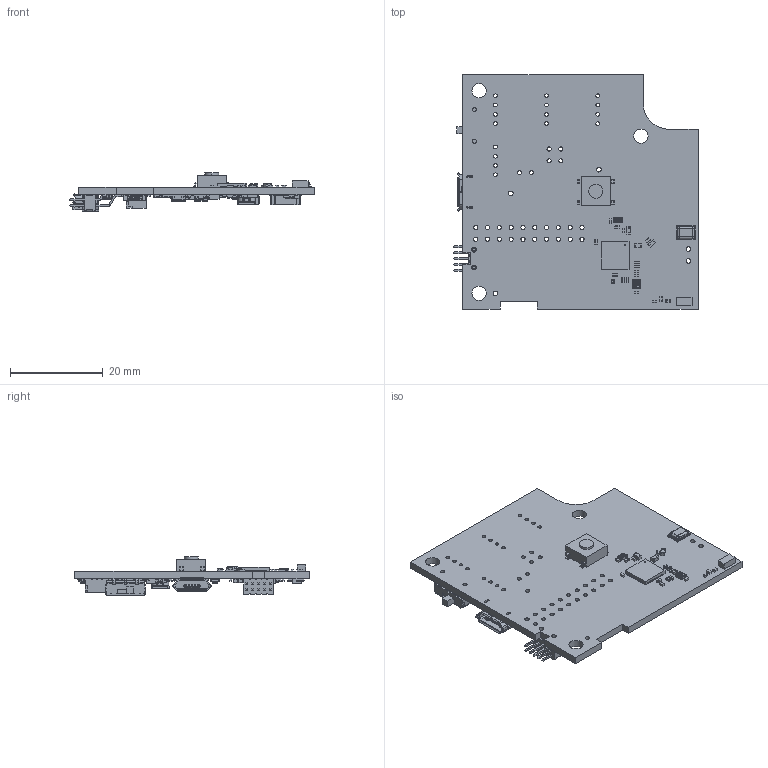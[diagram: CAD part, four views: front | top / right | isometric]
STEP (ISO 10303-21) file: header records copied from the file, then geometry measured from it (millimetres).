
FILE_DESCRIPTION(('Open CASCADE Model'),'2;1');
FILE_NAME('Open CASCADE Shape Model','2020-04-24T12:18:47',('Author'),( 'Open CASCADE'),'Open CASCADE STEP processor 6.8','Open CASCADE 6.8' ,'Unknown');
FILE_SCHEMA(('AUTOMOTIVE_DESIGN { 1 0 10303 214 1 1 1 1 }'));
Length unit declared in the file: millimetre
Products named in the file (283): PCB; Board; Open CASCADE STEP translator 6.8 1.1.1; R31; User_Library-res0402-1; R30; R29; R3; Q1; 5734080464; Open_CASCADE_STEP_translator_6.8_2.1; Body; Open_CASCADE_STEP_translator_6.8_2.2.1; lead; C35; User_Library-0402(1005M)_Cap; U13; 5734076224; Open_CASCADE_STEP_translator_6.8_7.1.1; Leader; L6; SRN4026_Series; C37; R24; R25; R21; R20; U16; 5734075744; Open_CASCADE_STEP_translator_6.8_28.1; Open_CASCADE_STEP_translator_6.8_28.2.1; Thermal_Shape; Pin_Shape; C16; U2; 6109183040; Extruded; R1; C15; C39 ...
Assembly tree (437 placements, depth 5):
  PCB
    Board
      Open CASCADE STEP translator 6.8 1.1.1
    R31
      User_Library-res0402-1
    R30
      User_Library-res0402-1
    R29
      User_Library-res0402-1
    R3
      User_Library-res0402-1
    Q1
      5734080464
        Open_CASCADE_STEP_translator_6.8_2.1
        Body
          Open_CASCADE_STEP_translator_6.8_2.2.1
        lead  x6
    C35
      User_Library-0402(1005M)_Cap
    U13
      5734076224
        Body
          Open_CASCADE_STEP_translator_6.8_7.1.1
        Leader  x5
    L6
      SRN4026_Series
    C37
      User_Library-0402(1005M)_Cap
    R24
      User_Library-res0402-1
    R25
      User_Library-res0402-1
    R21
      User_Library-res0402-1
    R20
      User_Library-res0402-1
    U16
      5734075744
        Open_CASCADE_STEP_translator_6.8_28.1
        Body
          Open_CASCADE_STEP_translator_6.8_28.2.1
        Thermal_Shape
        Pin_Shape  x6
    C16
      User_Library-0402(1005M)_Cap
    U2
      6109183040
        Extruded
    R1
      User_Library-res0402-1
    C15
      User_Library-0402(1005M)_Cap
    C39
      User_Library-0402(1005M)_Cap
    C38
      User_Library-Chip_Capacitor_0603
    C26
      User_Library-0402(1005M)_Cap
    C28
      User_Library-0402(1005M)_Cap
Bounding box: 52.53 x 50.4 x 8.2 mm (x, y, z)
Volume: 4363.1 mm3; surface area: 7789.8 mm2
Topology: 335 solids, 344 shells, 11484 faces, 28948 edges, 17965 vertices
Faces by surface type: plane 6965, bspline 2240, cylinder 2016, sphere 240, torus 19, cone 4
Full cylindrical faces by diameter (mm): 0.156 x3, 0.2 x1, 0.22 x4, 0.231 x1, 0.263 x2, 0.275 x1, 0.388 x1, 0.6 x1, 0.72 x8, 0.8 x17, 0.9 x28, 1 x6, 1.02 x2, 3.1 x3
Entity records: 149869 total; most frequent: CARTESIAN_POINT 33451, ORIENTED_EDGE 20200, DIRECTION 18447, EDGE_CURVE 10103, LINE 7749, VECTOR 7749, VERTEX_POINT 6499, AXIS2_PLACEMENT_3D 5349
